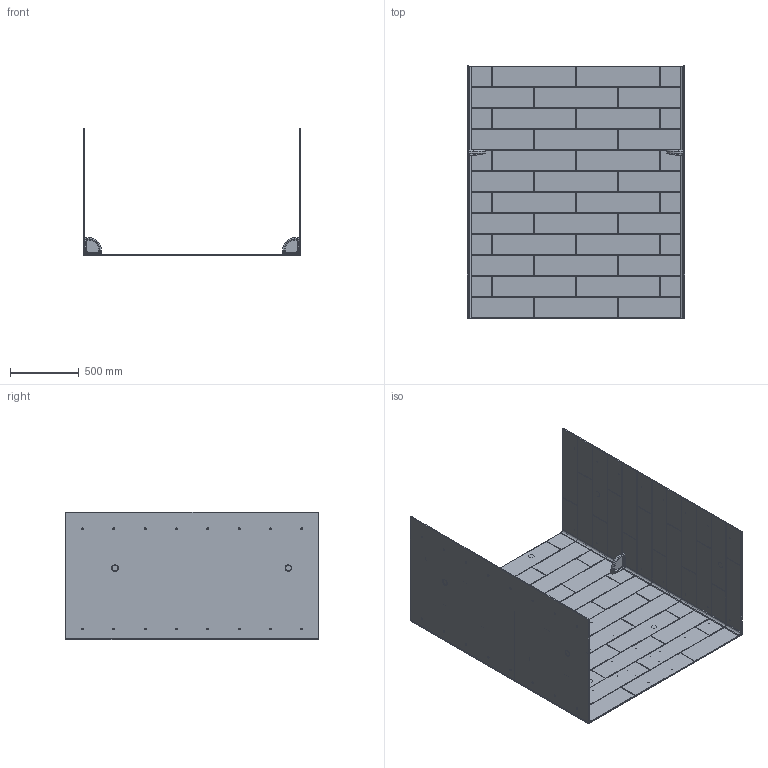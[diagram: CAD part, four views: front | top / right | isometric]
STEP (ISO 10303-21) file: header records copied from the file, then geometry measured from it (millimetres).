
FILE_DESCRIPTION (( 'STEP AP203' ), '1' );
FILE_NAME ('MSMK723662.STEP', '2021-07-08T13:19:40', ( '' ), ( '' ), 'SwSTEP 2.0', 'SolidWorks 2020', '' );
FILE_SCHEMA (( 'CONFIG_CONTROL_DESIGN' ));
Length unit declared in the file: inch
Products named in the file (7): MSMK7236; SWACCM2072; MirrorSWSACCES2; MirrorMSMK7236; MSMK7262; MSMK723662; SWSACCES2
Assembly tree (7 placements, depth 2):
  MSMK723662
    MSMK7262
    MSMK7236
    SWSACCES2
    MirrorSWSACCES2
    MirrorMSMK7236
    SWACCM2072  x2
Bounding box: 1574.8 x 1829.77 x 923.92 mm (x, y, z)
Volume: 60250270.3 mm3; surface area: 13023001.9 mm2
Topology: 7 solids, 7 shells, 2114 faces, 5235 edges, 3219 vertices
Faces by surface type: cylinder 808, plane 550, bspline 546, torus 146, sphere 48, cone 16
Entity records: 127375 total; most frequent: CARTESIAN_POINT 82635, ORIENTED_EDGE 10414, DIRECTION 6892, EDGE_CURVE 5207, VERTEX_POINT 3207, AXIS2_PLACEMENT_3D 2436, B_SPLINE_CURVE_WITH_KNOTS 2309, EDGE_LOOP 2200
